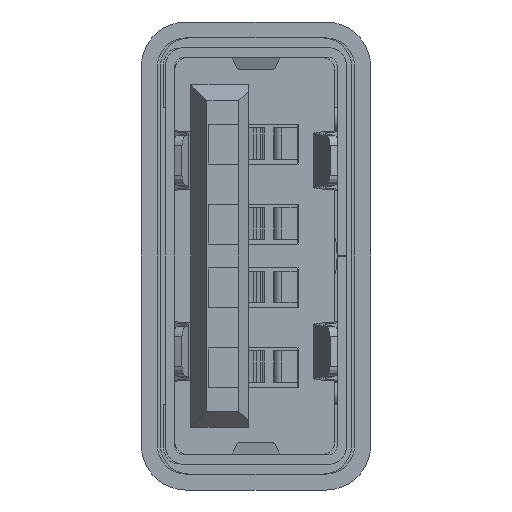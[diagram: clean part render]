
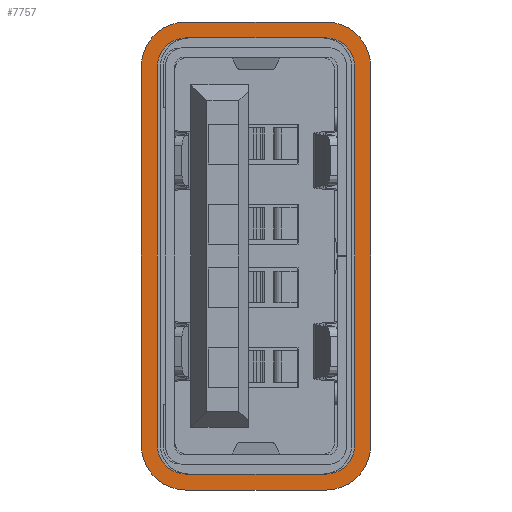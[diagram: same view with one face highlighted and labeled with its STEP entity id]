
A CAD part, left-side view. The second image highlights one B-rep face of the part: STEP entity #7757.
In plain terms, the highlighted face is planar.
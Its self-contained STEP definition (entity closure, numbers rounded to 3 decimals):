
#260 = ORIENTED_EDGE ( 'NONE', *, *, #15415, .F. ) ;
#547 = EDGE_CURVE ( 'NONE', #6486, #23875, #28444, .T. ) ;
#703 = CIRCLE ( 'NONE', #28457, 0.9 ) ;
#744 = CARTESIAN_POINT ( 'NONE',  ( 5.95, 2.2, 0. ) ) ;
#938 = EDGE_CURVE ( 'NONE', #23875, #32465, #13895, .T. ) ;
#985 = DIRECTION ( 'NONE',  ( 0., 1., 0. ) ) ;
#1318 = VECTOR ( 'NONE', #2495, 1000. ) ;
#1838 = EDGE_CURVE ( 'NONE', #19571, #5847, #15494, .T. ) ;
#1974 = CARTESIAN_POINT ( 'NONE',  ( -5.95, 3.1, 0. ) ) ;
#2233 = EDGE_CURVE ( 'NONE', #27746, #23077, #11483, .T. ) ;
#2285 = DIRECTION ( 'NONE',  ( 0., 1., 0. ) ) ;
#2371 = EDGE_CURVE ( 'NONE', #19084, #21117, #13861, .T. ) ;
#2495 = DIRECTION ( 'NONE',  ( 1., 0., 0. ) ) ;
#2552 = CARTESIAN_POINT ( 'NONE',  ( -5.95, -2.2, 0. ) ) ;
#2752 = EDGE_CURVE ( 'NONE', #5540, #19084, #33200, .T. ) ;
#3328 = EDGE_CURVE ( 'NONE', #14895, #19571, #13036, .T. ) ;
#3352 = DIRECTION ( 'NONE',  ( 0., 0., -1. ) ) ;
#3502 = DIRECTION ( 'NONE',  ( 0., 0., 1. ) ) ;
#3716 = CARTESIAN_POINT ( 'NONE',  ( 5.95, -2.2, 0. ) ) ;
#3729 = VECTOR ( 'NONE', #985, 1000. ) ;
#4576 = EDGE_CURVE ( 'NONE', #16994, #20582, #4823, .T. ) ;
#4823 = CIRCLE ( 'NONE', #26718, 0.9 ) ;
#4901 = EDGE_CURVE ( 'NONE', #30368, #33334, #22547, .T. ) ;
#5063 = DIRECTION ( 'NONE',  ( 1., 0., 0. ) ) ;
#5540 = VERTEX_POINT ( 'NONE', #25210 ) ;
#5550 = FACE_OUTER_BOUND ( 'NONE', #18053, .T. ) ;
#5847 = VERTEX_POINT ( 'NONE', #30383 ) ;
#5886 = CARTESIAN_POINT ( 'NONE',  ( 7.35, -2.2, 0. ) ) ;
#6288 = ORIENTED_EDGE ( 'NONE', *, *, #30190, .T. ) ;
#6486 = VERTEX_POINT ( 'NONE', #32473 ) ;
#6839 = EDGE_CURVE ( 'NONE', #28874, #16994, #9626, .T. ) ;
#6995 = CARTESIAN_POINT ( 'NONE',  ( -5.95, 2.2, 0. ) ) ;
#7209 = DIRECTION ( 'NONE',  ( 0., 0., 1. ) ) ;
#7265 = DIRECTION ( 'NONE',  ( 0., 0., 1. ) ) ;
#7284 = EDGE_CURVE ( 'NONE', #23077, #6486, #8189, .T. ) ;
#7374 = CIRCLE ( 'NONE', #22430, 1.4 ) ;
#7591 = DIRECTION ( 'NONE',  ( -1., 0., 0. ) ) ;
#7757 = ADVANCED_FACE ( 'NONE', ( #14839, #5550 ), #13623, .F. ) ;
#8081 = AXIS2_PLACEMENT_3D ( 'NONE', #744, #3352, #11294 ) ;
#8115 = CARTESIAN_POINT ( 'NONE',  ( 5.95, 2.2, 0. ) ) ;
#8189 = LINE ( 'NONE', #28225, #1318 ) ;
#8204 = DIRECTION ( 'NONE',  ( -1., 0., 0. ) ) ;
#8226 = DIRECTION ( 'NONE',  ( -1., 0., 0. ) ) ;
#8518 = ORIENTED_EDGE ( 'NONE', *, *, #938, .F. ) ;
#8555 = AXIS2_PLACEMENT_3D ( 'NONE', #2552, #23285, #10165 ) ;
#9626 = LINE ( 'NONE', #15845, #14024 ) ;
#10165 = DIRECTION ( 'NONE',  ( 1., 0., 0. ) ) ;
#10280 = ORIENTED_EDGE ( 'NONE', *, *, #17509, .F. ) ;
#10592 = ORIENTED_EDGE ( 'NONE', *, *, #2371, .T. ) ;
#10721 = CARTESIAN_POINT ( 'NONE',  ( -5.95, -2.2, 0. ) ) ;
#11241 = CARTESIAN_POINT ( 'NONE',  ( -6.85, 2.2, 0. ) ) ;
#11294 = DIRECTION ( 'NONE',  ( -1., 0., 0. ) ) ;
#11316 = LINE ( 'NONE', #11968, #24153 ) ;
#11483 = CIRCLE ( 'NONE', #33145, 0.9 ) ;
#11968 = CARTESIAN_POINT ( 'NONE',  ( -5.95, 3.6, 0. ) ) ;
#12380 = DIRECTION ( 'NONE',  ( -1., 0., 0. ) ) ;
#12678 = CARTESIAN_POINT ( 'NONE',  ( 7.35, 2.2, 0. ) ) ;
#12853 = EDGE_CURVE ( 'NONE', #5847, #5540, #11316, .T. ) ;
#12999 = ORIENTED_EDGE ( 'NONE', *, *, #6839, .F. ) ;
#13036 = LINE ( 'NONE', #26904, #3729 ) ;
#13515 = DIRECTION ( 'NONE',  ( 0., 0., 1. ) ) ;
#13623 = PLANE ( 'NONE',  #8081 ) ;
#13861 = LINE ( 'NONE', #21889, #16259 ) ;
#13886 = ORIENTED_EDGE ( 'NONE', *, *, #4576, .F. ) ;
#13895 = LINE ( 'NONE', #15147, #25146 ) ;
#13968 = LINE ( 'NONE', #11241, #22008 ) ;
#14024 = VECTOR ( 'NONE', #8204, 1000. ) ;
#14337 = DIRECTION ( 'NONE',  ( 1., 0., 0. ) ) ;
#14456 = CARTESIAN_POINT ( 'NONE',  ( 5.95, 3.1, 0. ) ) ;
#14756 = CARTESIAN_POINT ( 'NONE',  ( -6.85, -2.2, 0. ) ) ;
#14839 = FACE_BOUND ( 'NONE', #31384, .T. ) ;
#14895 = VERTEX_POINT ( 'NONE', #5886 ) ;
#15147 = CARTESIAN_POINT ( 'NONE',  ( 6.85, 2.2, 0. ) ) ;
#15415 = EDGE_CURVE ( 'NONE', #20582, #27746, #13968, .T. ) ;
#15494 = CIRCLE ( 'NONE', #18882, 1.4 ) ;
#15845 = CARTESIAN_POINT ( 'NONE',  ( -5.95, 3.1, 0. ) ) ;
#15958 = CARTESIAN_POINT ( 'NONE',  ( 5.95, -2.2, 0. ) ) ;
#16259 = VECTOR ( 'NONE', #21563, 1000. ) ;
#16341 = CARTESIAN_POINT ( 'NONE',  ( -5.95, 2.2, 0. ) ) ;
#16931 = ORIENTED_EDGE ( 'NONE', *, *, #2752, .T. ) ;
#16994 = VERTEX_POINT ( 'NONE', #1974 ) ;
#17362 = CARTESIAN_POINT ( 'NONE',  ( -6.85, 2.2, 0. ) ) ;
#17460 = CIRCLE ( 'NONE', #8555, 1.4 ) ;
#17509 = EDGE_CURVE ( 'NONE', #32465, #28874, #703, .T. ) ;
#17537 = ORIENTED_EDGE ( 'NONE', *, *, #3328, .T. ) ;
#18053 = EDGE_LOOP ( 'NONE', ( #31071, #19185, #16931, #10592, #30558, #20167, #6288, #17537 ) ) ;
#18882 = AXIS2_PLACEMENT_3D ( 'NONE', #8115, #31106, #8226 ) ;
#19084 = VERTEX_POINT ( 'NONE', #32433 ) ;
#19185 = ORIENTED_EDGE ( 'NONE', *, *, #12853, .T. ) ;
#19285 = EDGE_CURVE ( 'NONE', #21117, #30368, #17460, .T. ) ;
#19571 = VERTEX_POINT ( 'NONE', #12678 ) ;
#19751 = VECTOR ( 'NONE', #5063, 1000. ) ;
#20167 = ORIENTED_EDGE ( 'NONE', *, *, #4901, .T. ) ;
#20174 = ORIENTED_EDGE ( 'NONE', *, *, #7284, .F. ) ;
#20582 = VERTEX_POINT ( 'NONE', #17362 ) ;
#20894 = CARTESIAN_POINT ( 'NONE',  ( 5.95, -3.6, 0. ) ) ;
#21087 = ORIENTED_EDGE ( 'NONE', *, *, #547, .F. ) ;
#21117 = VERTEX_POINT ( 'NONE', #22314 ) ;
#21563 = DIRECTION ( 'NONE',  ( 0., -1., 0. ) ) ;
#21752 = DIRECTION ( 'NONE',  ( 0., 0., 1. ) ) ;
#21889 = CARTESIAN_POINT ( 'NONE',  ( -7.35, 2.2, 0. ) ) ;
#22008 = VECTOR ( 'NONE', #31390, 1000. ) ;
#22314 = CARTESIAN_POINT ( 'NONE',  ( -7.35, -2.2, 0. ) ) ;
#22430 = AXIS2_PLACEMENT_3D ( 'NONE', #3716, #21752, #24329 ) ;
#22461 = CARTESIAN_POINT ( 'NONE',  ( -5.95, -3.6, 0. ) ) ;
#22547 = LINE ( 'NONE', #22461, #19751 ) ;
#23077 = VERTEX_POINT ( 'NONE', #26955 ) ;
#23285 = DIRECTION ( 'NONE',  ( 0., 0., 1. ) ) ;
#23875 = VERTEX_POINT ( 'NONE', #31778 ) ;
#24153 = VECTOR ( 'NONE', #12380, 1000. ) ;
#24329 = DIRECTION ( 'NONE',  ( 1., 0., 0. ) ) ;
#25146 = VECTOR ( 'NONE', #2285, 1000. ) ;
#25210 = CARTESIAN_POINT ( 'NONE',  ( -5.95, 3.6, 0. ) ) ;
#26718 = AXIS2_PLACEMENT_3D ( 'NONE', #6995, #7209, #29997 ) ;
#26775 = ORIENTED_EDGE ( 'NONE', *, *, #2233, .F. ) ;
#26904 = CARTESIAN_POINT ( 'NONE',  ( 7.35, 2.2, 0. ) ) ;
#26955 = CARTESIAN_POINT ( 'NONE',  ( -5.95, -3.1, 0. ) ) ;
#27746 = VERTEX_POINT ( 'NONE', #14756 ) ;
#28225 = CARTESIAN_POINT ( 'NONE',  ( -5.95, -3.1, 0. ) ) ;
#28444 = CIRCLE ( 'NONE', #31374, 0.9 ) ;
#28457 = AXIS2_PLACEMENT_3D ( 'NONE', #29924, #7265, #7591 ) ;
#28719 = DIRECTION ( 'NONE',  ( 0., 0., 1. ) ) ;
#28874 = VERTEX_POINT ( 'NONE', #14456 ) ;
#29924 = CARTESIAN_POINT ( 'NONE',  ( 5.95, 2.2, 0. ) ) ;
#29969 = AXIS2_PLACEMENT_3D ( 'NONE', #16341, #3502, #14337 ) ;
#29997 = DIRECTION ( 'NONE',  ( 1., 0., 0. ) ) ;
#30190 = EDGE_CURVE ( 'NONE', #33334, #14895, #7374, .T. ) ;
#30368 = VERTEX_POINT ( 'NONE', #31197 ) ;
#30383 = CARTESIAN_POINT ( 'NONE',  ( 5.95, 3.6, 0. ) ) ;
#30558 = ORIENTED_EDGE ( 'NONE', *, *, #19285, .T. ) ;
#31071 = ORIENTED_EDGE ( 'NONE', *, *, #1838, .T. ) ;
#31106 = DIRECTION ( 'NONE',  ( 0., 0., 1. ) ) ;
#31197 = CARTESIAN_POINT ( 'NONE',  ( -5.95, -3.6, 0. ) ) ;
#31306 = DIRECTION ( 'NONE',  ( 1., 0., 0. ) ) ;
#31374 = AXIS2_PLACEMENT_3D ( 'NONE', #15958, #13515, #31549 ) ;
#31384 = EDGE_LOOP ( 'NONE', ( #260, #13886, #12999, #10280, #8518, #21087, #20174, #26775 ) ) ;
#31390 = DIRECTION ( 'NONE',  ( 0., -1., 0. ) ) ;
#31549 = DIRECTION ( 'NONE',  ( 1., 0., 0. ) ) ;
#31778 = CARTESIAN_POINT ( 'NONE',  ( 6.85, -2.2, 0. ) ) ;
#32433 = CARTESIAN_POINT ( 'NONE',  ( -7.35, 2.2, 0. ) ) ;
#32465 = VERTEX_POINT ( 'NONE', #32673 ) ;
#32473 = CARTESIAN_POINT ( 'NONE',  ( 5.95, -3.1, 0. ) ) ;
#32673 = CARTESIAN_POINT ( 'NONE',  ( 6.85, 2.2, 0. ) ) ;
#33145 = AXIS2_PLACEMENT_3D ( 'NONE', #10721, #28719, #31306 ) ;
#33200 = CIRCLE ( 'NONE', #29969, 1.4 ) ;
#33334 = VERTEX_POINT ( 'NONE', #20894 ) ;
